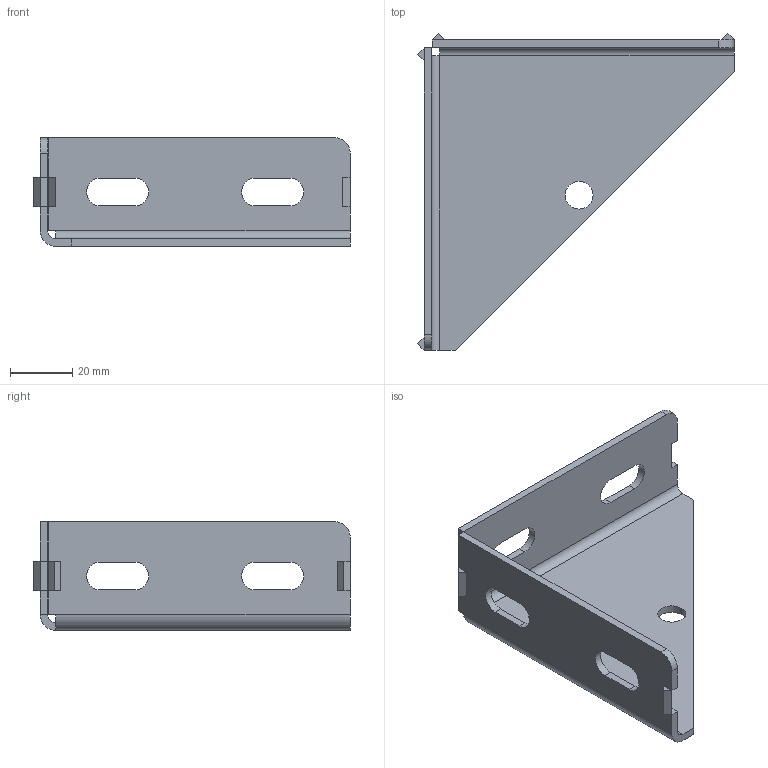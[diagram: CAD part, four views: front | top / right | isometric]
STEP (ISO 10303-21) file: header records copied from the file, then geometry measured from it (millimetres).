
FILE_DESCRIPTION(('Creo Elements/Direct Modeling STEP Export'),'2;1');
FILE_NAME('44.0195.5_Eckwinkel-MMS-44_100x100-mit-Arretierung-chem-vernickelt.stp','2022-03-21T 8:58:13',(''),(''),'PTC Creo Elements/Direct Modeling STEP processor for AP214 (Solid Model)','PTC Creo Elements/Direct Modeling 19.0C 15-Aug-2015 (C) Parametric Technology GmbH','');
FILE_SCHEMA(('AUTOMOTIVE_DESIGN { 1 0 10303 214 1 1 1 1 }'));
Length unit declared in the file: millimetre
Products named in the file (1): Eckwinkel-MMS-44_100x100-mit-Arretierung-chem-vernickelt_44.0195.5_PX17
3477
Bounding box: 102 x 102 x 35 mm (x, y, z)
Volume: 28056.3 mm3; surface area: 24247.2 mm2
Topology: 1 solids, 1 shells, 73 faces, 181 edges, 110 vertices
Faces by surface type: plane 57, cylinder 16
Entity records: 2127 total; most frequent: ORIENTED_EDGE 362, CARTESIAN_POINT 359, DIRECTION 353, EDGE_CURVE 181, VECTOR 145, LINE 145, VERTEX_POINT 110, AXIS2_PLACEMENT_3D 104
